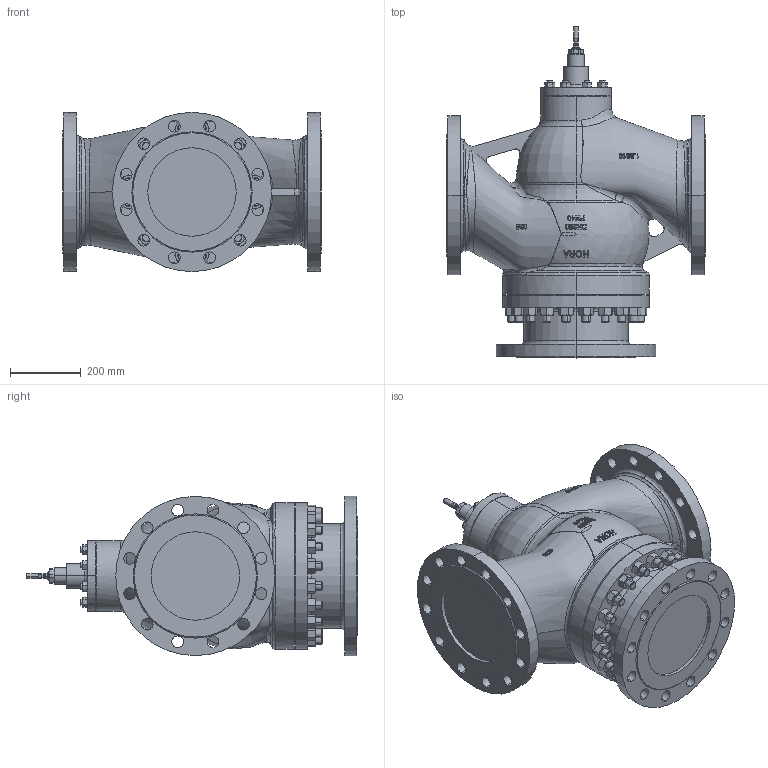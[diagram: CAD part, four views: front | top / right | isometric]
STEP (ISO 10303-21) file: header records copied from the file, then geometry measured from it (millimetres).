
FILE_DESCRIPTION (( 'STEP AP203' ), '1' );
FILE_NAME ('BR340S DN250 XXX PN40 for MC_STEP (Defeature).STEP', '2015-03-10T15:29:47', ( 'HORA' ), ( 'Holter Regelamaturen GmbH & Co. KG' ), 'SwSTEP 2.0', 'SolidWorks 2014', '' );
FILE_SCHEMA (( 'CONFIG_CONTROL_DESIGN' ));
Length unit declared in the file: millimetre
Products named in the file (1): BR340S DN250 XXX PN40 for MC_STEP (Defeature)
Bounding box: 730 x 938 x 450 mm (x, y, z)
Volume: 105445632.4 mm3; surface area: 2397568.3 mm2
Topology: 1 solids, 1 shells, 1322 faces, 3205 edges, 1993 vertices
Faces by surface type: cone 415, plane 398, cylinder 233, bspline 204, torus 49, sphere 23
Entity records: 322791 total; most frequent: CARTESIAN_POINT 293671, ORIENTED_EDGE 6390, DIRECTION 5429, EDGE_CURVE 3195, AXIS2_PLACEMENT_3D 2325, VERTEX_POINT 1989, EDGE_LOOP 1568, ADVANCED_FACE 1322
